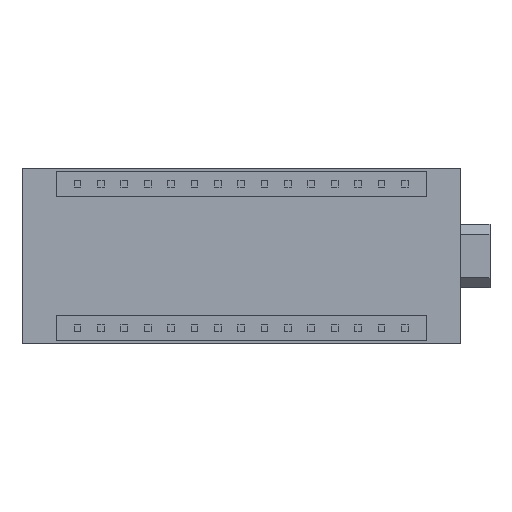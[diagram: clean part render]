
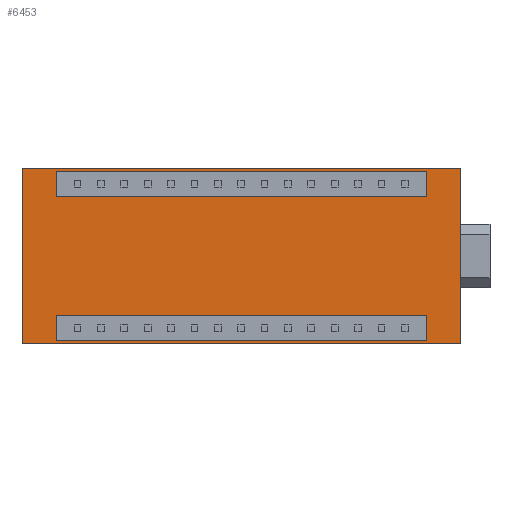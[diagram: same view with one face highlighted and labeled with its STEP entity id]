
A CAD part, front view. The second image highlights one B-rep face of the part: STEP entity #6453.
In plain terms, the highlighted planar face has unit normal (0, -1, 0).
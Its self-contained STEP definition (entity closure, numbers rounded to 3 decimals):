
#81 = DIRECTION ( 'NONE',  ( 0., 0., -1. ) ) ;
#82 = DIRECTION ( 'NONE',  ( -1., 0., 0. ) ) ;
#98 = EDGE_CURVE ( 'NONE', #3486, #2153, #4848, .T. ) ;
#112 = LINE ( 'NONE', #2176, #1332 ) ;
#159 = AXIS2_PLACEMENT_3D ( 'NONE', #5461, #3504, #4102 ) ;
#163 = FACE_BOUND ( 'NONE', #6293, .T. ) ;
#181 = EDGE_LOOP ( 'NONE', ( #3737, #1976, #1366, #557 ) ) ;
#371 = VECTOR ( 'NONE', #3562, 1000. ) ;
#389 = LINE ( 'NONE', #6306, #2927 ) ;
#495 = EDGE_CURVE ( 'NONE', #3236, #2034, #5641, .T. ) ;
#557 = ORIENTED_EDGE ( 'NONE', *, *, #2844, .F. ) ;
#648 = CARTESIAN_POINT ( 'NONE',  ( -19., 0., -6.125 ) ) ;
#746 = VERTEX_POINT ( 'NONE', #648 ) ;
#767 = LINE ( 'NONE', #6373, #2085 ) ;
#877 = CARTESIAN_POINT ( 'NONE',  ( 19., 0., 8.725 ) ) ;
#906 = VERTEX_POINT ( 'NONE', #4791 ) ;
#965 = LINE ( 'NONE', #877, #1907 ) ;
#1116 = EDGE_CURVE ( 'NONE', #2034, #1546, #965, .T. ) ;
#1332 = VECTOR ( 'NONE', #4256, 1000. ) ;
#1355 = VECTOR ( 'NONE', #2901, 1000. ) ;
#1366 = ORIENTED_EDGE ( 'NONE', *, *, #495, .F. ) ;
#1474 = LINE ( 'NONE', #5164, #3984 ) ;
#1546 = VERTEX_POINT ( 'NONE', #1758 ) ;
#1555 = ORIENTED_EDGE ( 'NONE', *, *, #4661, .F. ) ;
#1758 = CARTESIAN_POINT ( 'NONE',  ( 19., 0., 8.725 ) ) ;
#1903 = ORIENTED_EDGE ( 'NONE', *, *, #1936, .F. ) ;
#1907 = VECTOR ( 'NONE', #2209, 1000. ) ;
#1936 = EDGE_CURVE ( 'NONE', #6244, #3298, #6127, .T. ) ;
#1940 = EDGE_CURVE ( 'NONE', #5618, #906, #2045, .T. ) ;
#1965 = LINE ( 'NONE', #4117, #5589 ) ;
#1976 = ORIENTED_EDGE ( 'NONE', *, *, #1116, .F. ) ;
#2034 = VERTEX_POINT ( 'NONE', #2496 ) ;
#2036 = LINE ( 'NONE', #4845, #5016 ) ;
#2045 = LINE ( 'NONE', #3662, #5833 ) ;
#2085 = VECTOR ( 'NONE', #3518, 1000. ) ;
#2153 = VERTEX_POINT ( 'NONE', #4024 ) ;
#2176 = CARTESIAN_POINT ( 'NONE',  ( 19., 0., -6.125 ) ) ;
#2188 = ORIENTED_EDGE ( 'NONE', *, *, #5263, .F. ) ;
#2209 = DIRECTION ( 'NONE',  ( 0., 0., 1. ) ) ;
#2241 = DIRECTION ( 'NONE',  ( 1., 0., 0. ) ) ;
#2355 = ORIENTED_EDGE ( 'NONE', *, *, #1940, .F. ) ;
#2496 = CARTESIAN_POINT ( 'NONE',  ( 19., 0., 6.125 ) ) ;
#2607 = PLANE ( 'NONE',  #159 ) ;
#2646 = VECTOR ( 'NONE', #2241, 1000. ) ;
#2703 = EDGE_CURVE ( 'NONE', #746, #5713, #6283, .T. ) ;
#2803 = CARTESIAN_POINT ( 'NONE',  ( 22.5, 0., 9. ) ) ;
#2844 = EDGE_CURVE ( 'NONE', #3171, #3236, #389, .T. ) ;
#2879 = FACE_OUTER_BOUND ( 'NONE', #5324, .T. ) ;
#2901 = DIRECTION ( 'NONE',  ( 0., 0., -1. ) ) ;
#2927 = VECTOR ( 'NONE', #81, 1000. ) ;
#3171 = VERTEX_POINT ( 'NONE', #5976 ) ;
#3236 = VERTEX_POINT ( 'NONE', #5982 ) ;
#3298 = VERTEX_POINT ( 'NONE', #4963 ) ;
#3337 = CARTESIAN_POINT ( 'NONE',  ( 19., 0., 6.125 ) ) ;
#3360 = EDGE_CURVE ( 'NONE', #2153, #6244, #1965, .T. ) ;
#3443 = DIRECTION ( 'NONE',  ( 0., 0., 1. ) ) ;
#3466 = CARTESIAN_POINT ( 'NONE',  ( -19., 0., -8.725 ) ) ;
#3486 = VERTEX_POINT ( 'NONE', #5137 ) ;
#3504 = DIRECTION ( 'NONE',  ( 0., -1., 0. ) ) ;
#3518 = DIRECTION ( 'NONE',  ( 1., 0., 0. ) ) ;
#3537 = EDGE_CURVE ( 'NONE', #1546, #3171, #2036, .T. ) ;
#3562 = DIRECTION ( 'NONE',  ( 0., 0., -1. ) ) ;
#3662 = CARTESIAN_POINT ( 'NONE',  ( 19., 0., -8.725 ) ) ;
#3737 = ORIENTED_EDGE ( 'NONE', *, *, #3537, .F. ) ;
#3984 = VECTOR ( 'NONE', #4585, 1000. ) ;
#4024 = CARTESIAN_POINT ( 'NONE',  ( 22.5, 0., -9. ) ) ;
#4036 = FACE_BOUND ( 'NONE', #181, .T. ) ;
#4073 = CARTESIAN_POINT ( 'NONE',  ( -22.5, 0., 9. ) ) ;
#4095 = DIRECTION ( 'NONE',  ( 0., 0., 1. ) ) ;
#4102 = DIRECTION ( 'NONE',  ( 0., 0., -1. ) ) ;
#4117 = CARTESIAN_POINT ( 'NONE',  ( -22.5, 0., -9. ) ) ;
#4174 = CARTESIAN_POINT ( 'NONE',  ( -19., 0., -8.725 ) ) ;
#4256 = DIRECTION ( 'NONE',  ( -1., 0., 0. ) ) ;
#4524 = ORIENTED_EDGE ( 'NONE', *, *, #2703, .F. ) ;
#4585 = DIRECTION ( 'NONE',  ( 1., 0., 0. ) ) ;
#4661 = EDGE_CURVE ( 'NONE', #906, #746, #112, .T. ) ;
#4791 = CARTESIAN_POINT ( 'NONE',  ( 19., 0., -6.125 ) ) ;
#4845 = CARTESIAN_POINT ( 'NONE',  ( 19., 0., 8.725 ) ) ;
#4848 = LINE ( 'NONE', #2803, #371 ) ;
#4882 = ORIENTED_EDGE ( 'NONE', *, *, #98, .F. ) ;
#4963 = CARTESIAN_POINT ( 'NONE',  ( -22.5, 0., 9. ) ) ;
#5016 = VECTOR ( 'NONE', #82, 1000. ) ;
#5136 = EDGE_CURVE ( 'NONE', #5713, #5618, #1474, .T. ) ;
#5137 = CARTESIAN_POINT ( 'NONE',  ( 22.5, 0., 9. ) ) ;
#5141 = DIRECTION ( 'NONE',  ( -1., 0., 0. ) ) ;
#5164 = CARTESIAN_POINT ( 'NONE',  ( 19., 0., -8.725 ) ) ;
#5263 = EDGE_CURVE ( 'NONE', #3298, #3486, #767, .T. ) ;
#5324 = EDGE_LOOP ( 'NONE', ( #4882, #2188, #1903, #5836 ) ) ;
#5461 = CARTESIAN_POINT ( 'NONE',  ( 0., 0., 0. ) ) ;
#5589 = VECTOR ( 'NONE', #5141, 1000. ) ;
#5618 = VERTEX_POINT ( 'NONE', #6019 ) ;
#5641 = LINE ( 'NONE', #3337, #2646 ) ;
#5713 = VERTEX_POINT ( 'NONE', #3466 ) ;
#5833 = VECTOR ( 'NONE', #3443, 1000. ) ;
#5836 = ORIENTED_EDGE ( 'NONE', *, *, #3360, .F. ) ;
#5883 = ORIENTED_EDGE ( 'NONE', *, *, #5136, .F. ) ;
#5976 = CARTESIAN_POINT ( 'NONE',  ( -19., 0., 8.725 ) ) ;
#5982 = CARTESIAN_POINT ( 'NONE',  ( -19., 0., 6.125 ) ) ;
#5989 = VECTOR ( 'NONE', #4095, 1000. ) ;
#6019 = CARTESIAN_POINT ( 'NONE',  ( 19., 0., -8.725 ) ) ;
#6127 = LINE ( 'NONE', #4073, #5989 ) ;
#6244 = VERTEX_POINT ( 'NONE', #6455 ) ;
#6283 = LINE ( 'NONE', #4174, #1355 ) ;
#6293 = EDGE_LOOP ( 'NONE', ( #2355, #5883, #4524, #1555 ) ) ;
#6306 = CARTESIAN_POINT ( 'NONE',  ( -19., 0., 8.725 ) ) ;
#6373 = CARTESIAN_POINT ( 'NONE',  ( -22.5, 0., 9. ) ) ;
#6453 = ADVANCED_FACE ( 'NONE', ( #2879, #4036, #163 ), #2607, .T. ) ;
#6455 = CARTESIAN_POINT ( 'NONE',  ( -22.5, 0., -9. ) ) ;
